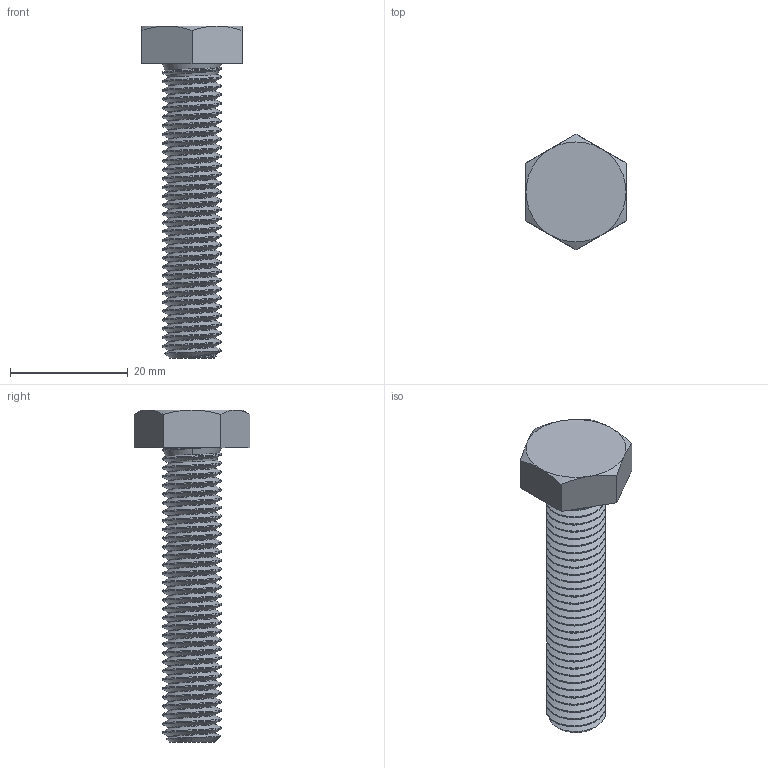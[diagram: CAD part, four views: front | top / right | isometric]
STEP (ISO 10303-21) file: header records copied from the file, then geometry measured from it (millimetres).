
FILE_DESCRIPTION (( 'STEP AP203' ), '1' );
FILE_NAME ('91287A376_18-8 Stainless Steel Hex Head Screw.STEP', '2021-07-08T06:57:08', ( 'Administrator' ), ( 'Managed by Terraform' ), 'SwSTEP 2.0', 'SolidWorks 2017', '' );
FILE_SCHEMA (( 'CONFIG_CONTROL_DESIGN' ));
Length unit declared in the file: millimetre
Products named in the file (1): 91287A376_18-8 Stainless Steel Hex Head Screw
Bounding box: 17 x 19.63 x 56.4 mm (x, y, z)
Volume: 4825.8 mm3; surface area: 3287.6 mm2
Topology: 1 solids, 1 shells, 92 faces, 258 edges, 169 vertices
Faces by surface type: cylinder 67, cone 13, plane 9, bspline 3
Entity records: 8290 total; most frequent: CARTESIAN_POINT 6298, ORIENTED_EDGE 516, DIRECTION 290, EDGE_CURVE 258, VERTEX_POINT 169, AXIS2_PLACEMENT_3D 103, EDGE_LOOP 93, ADVANCED_FACE 92
